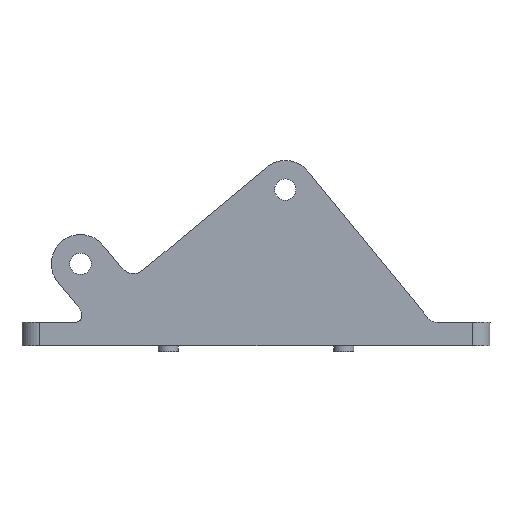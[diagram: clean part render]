
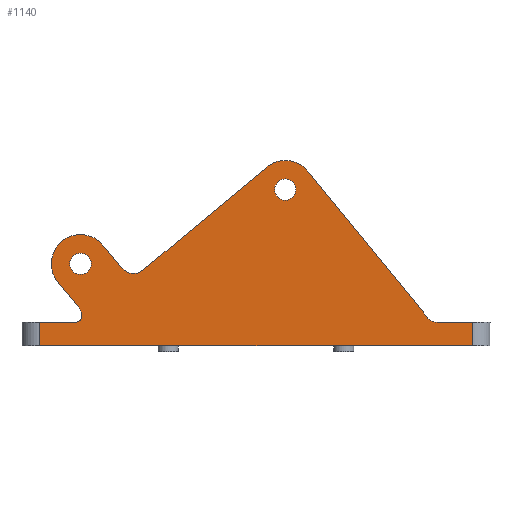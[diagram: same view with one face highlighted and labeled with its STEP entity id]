
A CAD part, front view. The second image highlights one B-rep face of the part: STEP entity #1140.
In plain terms, the highlighted planar face has unit normal (0, -1, 0).
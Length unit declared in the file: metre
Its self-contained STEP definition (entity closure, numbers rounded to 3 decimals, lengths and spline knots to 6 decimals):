
#55=FACE_BOUND('',#136,.T.);
#56=FACE_BOUND('',#137,.T.);
#64=FACE_OUTER_BOUND('',#135,.T.);
#135=EDGE_LOOP('',(#815,#816,#817,#818,#819,#820,#821,#822,#823,#824,#825,
#826,#827,#828,#829,#830));
#136=EDGE_LOOP('',(#831));
#137=EDGE_LOOP('',(#832));
#233=CIRCLE('',#1234,0.00254);
#234=CIRCLE('',#1235,0.00635);
#235=CIRCLE('',#1236,0.003175);
#236=CIRCLE('',#1237,0.00635);
#237=CIRCLE('',#1238,0.003175);
#238=CIRCLE('',#1239,0.00127);
#239=CIRCLE('',#1240,0.002311);
#240=CIRCLE('',#1241,0.002324);
#298=LINE('',#1813,#401);
#299=LINE('',#1815,#402);
#300=LINE('',#1817,#403);
#301=LINE('',#1819,#404);
#302=LINE('',#1823,#405);
#303=LINE('',#1827,#406);
#304=LINE('',#1829,#407);
#305=LINE('',#1833,#408);
#306=LINE('',#1837,#409);
#307=LINE('',#1842,#410);
#401=VECTOR('',#1420,1.);
#402=VECTOR('',#1421,1.);
#403=VECTOR('',#1422,1.);
#404=VECTOR('',#1423,1.);
#405=VECTOR('',#1426,1.);
#406=VECTOR('',#1429,1.);
#407=VECTOR('',#1430,1.);
#408=VECTOR('',#1433,1.);
#409=VECTOR('',#1436,1.);
#410=VECTOR('',#1441,1.);
#530=VERTEX_POINT('',#1811);
#531=VERTEX_POINT('',#1812);
#532=VERTEX_POINT('',#1814);
#533=VERTEX_POINT('',#1816);
#534=VERTEX_POINT('',#1818);
#535=VERTEX_POINT('',#1820);
#536=VERTEX_POINT('',#1822);
#537=VERTEX_POINT('',#1824);
#538=VERTEX_POINT('',#1826);
#539=VERTEX_POINT('',#1828);
#540=VERTEX_POINT('',#1830);
#541=VERTEX_POINT('',#1832);
#542=VERTEX_POINT('',#1834);
#543=VERTEX_POINT('',#1836);
#544=VERTEX_POINT('',#1838);
#545=VERTEX_POINT('',#1840);
#546=VERTEX_POINT('',#1843);
#547=VERTEX_POINT('',#1845);
#644=EDGE_CURVE('',#530,#531,#298,.T.);
#645=EDGE_CURVE('',#532,#531,#299,.T.);
#646=EDGE_CURVE('',#532,#533,#300,.T.);
#647=EDGE_CURVE('',#534,#533,#301,.T.);
#648=EDGE_CURVE('',#534,#535,#233,.T.);
#649=EDGE_CURVE('',#536,#535,#302,.T.);
#650=EDGE_CURVE('',#537,#536,#234,.T.);
#651=EDGE_CURVE('',#538,#537,#303,.T.);
#652=EDGE_CURVE('',#539,#538,#304,.T.);
#653=EDGE_CURVE('',#540,#539,#235,.T.);
#654=EDGE_CURVE('',#541,#540,#305,.T.);
#655=EDGE_CURVE('',#542,#541,#236,.T.);
#656=EDGE_CURVE('',#543,#542,#306,.T.);
#657=EDGE_CURVE('',#544,#543,#237,.T.);
#658=EDGE_CURVE('',#544,#545,#238,.T.);
#659=EDGE_CURVE('',#530,#545,#307,.T.);
#660=EDGE_CURVE('',#546,#546,#239,.T.);
#661=EDGE_CURVE('',#547,#547,#240,.T.);
#815=ORIENTED_EDGE('',*,*,#644,.T.);
#816=ORIENTED_EDGE('',*,*,#645,.F.);
#817=ORIENTED_EDGE('',*,*,#646,.T.);
#818=ORIENTED_EDGE('',*,*,#647,.F.);
#819=ORIENTED_EDGE('',*,*,#648,.T.);
#820=ORIENTED_EDGE('',*,*,#649,.F.);
#821=ORIENTED_EDGE('',*,*,#650,.F.);
#822=ORIENTED_EDGE('',*,*,#651,.F.);
#823=ORIENTED_EDGE('',*,*,#652,.F.);
#824=ORIENTED_EDGE('',*,*,#653,.F.);
#825=ORIENTED_EDGE('',*,*,#654,.F.);
#826=ORIENTED_EDGE('',*,*,#655,.F.);
#827=ORIENTED_EDGE('',*,*,#656,.F.);
#828=ORIENTED_EDGE('',*,*,#657,.F.);
#829=ORIENTED_EDGE('',*,*,#658,.T.);
#830=ORIENTED_EDGE('',*,*,#659,.F.);
#831=ORIENTED_EDGE('',*,*,#660,.F.);
#832=ORIENTED_EDGE('',*,*,#661,.F.);
#1109=PLANE('',#1233);
#1140=ADVANCED_FACE('',(#64,#55,#56),#1109,.F.);
#1233=AXIS2_PLACEMENT_3D('',#1810,#1418,#1419);
#1234=AXIS2_PLACEMENT_3D('',#1821,#1424,#1425);
#1235=AXIS2_PLACEMENT_3D('',#1825,#1427,#1428);
#1236=AXIS2_PLACEMENT_3D('',#1831,#1431,#1432);
#1237=AXIS2_PLACEMENT_3D('',#1835,#1434,#1435);
#1238=AXIS2_PLACEMENT_3D('',#1839,#1437,#1438);
#1239=AXIS2_PLACEMENT_3D('',#1841,#1439,#1440);
#1240=AXIS2_PLACEMENT_3D('',#1844,#1442,#1443);
#1241=AXIS2_PLACEMENT_3D('',#1846,#1444,#1445);
#1418=DIRECTION('center_axis',(0.,1.,0.));
#1419=DIRECTION('ref_axis',(1.,0.,0.));
#1420=DIRECTION('',(0.,0.,-1.));
#1421=DIRECTION('',(-1.,0.,0.));
#1422=DIRECTION('',(0.,0.,1.));
#1423=DIRECTION('',(1.,0.,0.));
#1424=DIRECTION('center_axis',(0.,1.,0.));
#1425=DIRECTION('ref_axis',(-0.428,0.,-0.904));
#1426=DIRECTION('',(0.633,0.,-0.774));
#1427=DIRECTION('center_axis',(0.,1.,0.));
#1428=DIRECTION('ref_axis',(1.,0.,0.));
#1429=DIRECTION('',(1.,0.,0.));
#1430=DIRECTION('',(0.768,0.,0.64));
#1431=DIRECTION('center_axis',(0.,-1.,0.));
#1432=DIRECTION('ref_axis',(-0.768,0.,-0.64));
#1433=DIRECTION('',(0.64,0.,-0.768));
#1434=DIRECTION('center_axis',(0.,1.,0.));
#1435=DIRECTION('ref_axis',(-0.768,0.,-0.64));
#1436=DIRECTION('',(-0.64,0.,0.768));
#1437=DIRECTION('center_axis',(0.,-1.,0.));
#1438=DIRECTION('ref_axis',(0.912,0.,-0.41));
#1439=DIRECTION('center_axis',(0.,1.,0.));
#1440=DIRECTION('ref_axis',(0.701,0.,-0.713));
#1441=DIRECTION('',(1.,0.,0.));
#1442=DIRECTION('center_axis',(0.,-1.,0.));
#1443=DIRECTION('ref_axis',(1.,0.,0.));
#1444=DIRECTION('center_axis',(0.,-1.,0.));
#1445=DIRECTION('ref_axis',(-1.,0.,0.));
#1810=CARTESIAN_POINT('Origin',(0.0508,0.0427,0.020117));
#1811=CARTESIAN_POINT('',(0.00381,0.0427,0.00508));
#1812=CARTESIAN_POINT('',(0.00381,0.0427,0.));
#1813=CARTESIAN_POINT('',(0.00381,0.0427,0.010058));
#1814=CARTESIAN_POINT('',(0.09779,0.0427,0.));
#1815=CARTESIAN_POINT('',(0.09525,0.0427,0.));
#1816=CARTESIAN_POINT('',(0.09779,0.0427,0.00508));
#1817=CARTESIAN_POINT('',(0.09779,0.0427,0.00254));
#1818=CARTESIAN_POINT('',(0.090104,0.0427,0.00508));
#1819=CARTESIAN_POINT('',(0.0508,0.0427,0.00508));
#1820=CARTESIAN_POINT('',(0.088138,0.0427,0.006012));
#1821=CARTESIAN_POINT('Origin',(0.090104,0.0427,0.00762));
#1822=CARTESIAN_POINT('',(0.062066,0.0427,0.037903));
#1823=CARTESIAN_POINT('',(0.062066,0.0427,0.037903));
#1824=CARTESIAN_POINT('',(0.052615,0.0427,0.038329));
#1825=CARTESIAN_POINT('Origin',(0.05715,0.0427,0.033884));
#1826=CARTESIAN_POINT('',(0.052565,0.0427,0.038329));
#1827=CARTESIAN_POINT('',(0.0508,0.0427,0.038329));
#1828=CARTESIAN_POINT('',(0.026262,0.0427,0.016391));
#1829=CARTESIAN_POINT('',(0.0127,0.0427,0.00508));
#1830=CARTESIAN_POINT('',(0.02179,0.0427,0.016795));
#1831=CARTESIAN_POINT('Origin',(0.024228,0.0427,0.018829));
#1832=CARTESIAN_POINT('',(0.017577,0.0427,0.021847));
#1833=CARTESIAN_POINT('',(0.017577,0.0427,0.021847));
#1834=CARTESIAN_POINT('',(0.007823,0.0427,0.013713));
#1835=CARTESIAN_POINT('Origin',(0.0127,0.0427,0.01778));
#1836=CARTESIAN_POINT('',(0.012242,0.0427,0.008415));
#1837=CARTESIAN_POINT('',(0.012242,0.0427,0.008415));
#1838=CARTESIAN_POINT('',(0.012978,0.0427,0.006329));
#1839=CARTESIAN_POINT('Origin',(0.009804,0.0427,0.006381));
#1840=CARTESIAN_POINT('',(0.011709,0.0427,0.00508));
#1841=CARTESIAN_POINT('Origin',(0.011709,0.0427,0.00635));
#1842=CARTESIAN_POINT('',(0.0508,0.0427,0.00508));
#1843=CARTESIAN_POINT('',(0.054839,0.0427,0.033884));
#1844=CARTESIAN_POINT('Origin',(0.05715,0.0427,0.033884));
#1845=CARTESIAN_POINT('',(0.015024,0.0427,0.01778));
#1846=CARTESIAN_POINT('Origin',(0.0127,0.0427,0.01778));
